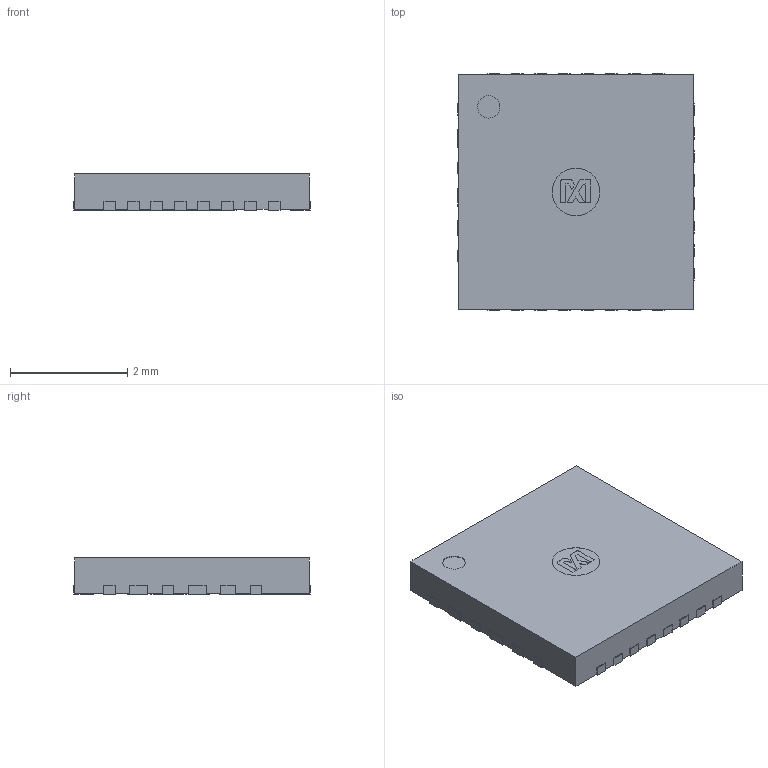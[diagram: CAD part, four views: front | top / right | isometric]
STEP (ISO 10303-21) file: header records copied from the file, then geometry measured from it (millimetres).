
FILE_DESCRIPTION (( 'STEP AP214' ), '1' );
FILE_NAME ('MAXIM_90-100100.STEP', '2020-04-16T06:58:18', ( '' ), ( '' ), 'SwSTEP 2.0', 'SolidWorks 2017', '' );
FILE_SCHEMA (( 'AUTOMOTIVE_DESIGN' ));
Length unit declared in the file: millimetre
Products named in the file (3): MAXIM_90-100100-1; MAXIM_90-100100
Assembly tree (1 placements, depth 2):
  MAXIM_90-100100
    MAXIM_90-100100-1
  MAXIM_90-100100-1
Bounding box: 4.03 x 4.03 x 0.62 mm (x, y, z)
Surface area: 43.8 mm2 (no closed solid volume)
Topology: 0 solids, 4 shells, 271 faces, 786 edges, 524 vertices
Faces by surface type: plane 259, bspline 8, cylinder 4
Entity records: 11943 total; most frequent: CARTESIAN_POINT 1754, ORIENTED_EDGE 1572, DIRECTION 1314, EDGE_CURVE 786, LINE 762, VECTOR 762, VERTEX_POINT 524, UNCERTAINTY_MEASURE_WITH_UNIT 277
